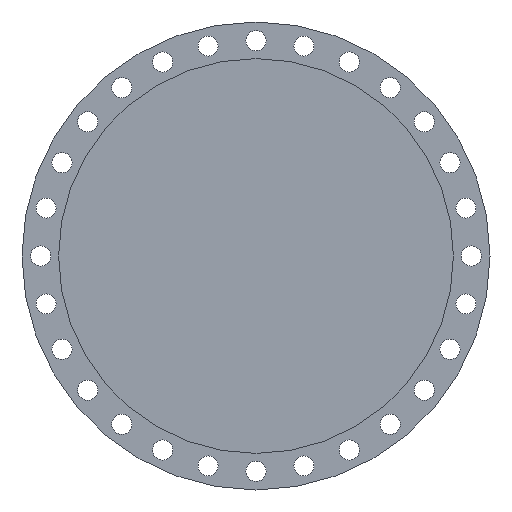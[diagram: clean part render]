
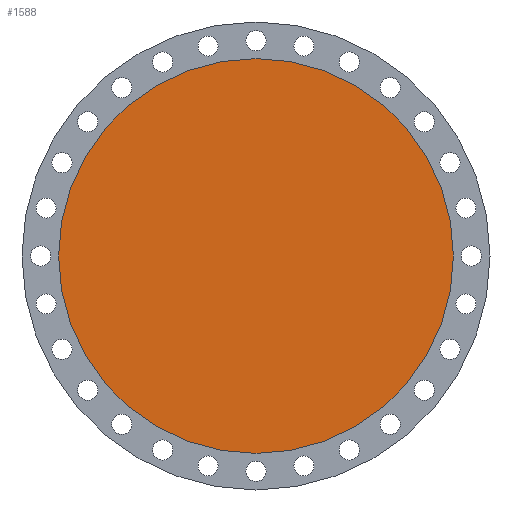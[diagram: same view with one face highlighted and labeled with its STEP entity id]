
A CAD part, left-side view. The second image highlights one B-rep face of the part: STEP entity #1588.
In plain terms, the highlighted planar face has unit normal (-1, 0, 0).
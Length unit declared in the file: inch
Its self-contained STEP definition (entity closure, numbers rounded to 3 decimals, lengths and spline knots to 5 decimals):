
#373 = DIRECTION ( 'NONE',  ( -1., 0., 0. ) ) ;
#403 = DIRECTION ( 'NONE',  ( 0., 0., 1. ) ) ;
#453 = AXIS2_PLACEMENT_3D ( 'NONE', #1827, #937, #899 ) ;
#512 = CARTESIAN_POINT ( 'NONE',  ( 0., 0., 17.1875 ) ) ;
#539 = ORIENTED_EDGE ( 'NONE', *, *, #840, .T. ) ;
#702 = ORIENTED_EDGE ( 'NONE', *, *, #1759, .T. ) ;
#800 = AXIS2_PLACEMENT_3D ( 'NONE', #2004, #1674, #403 ) ;
#812 = EDGE_LOOP ( 'NONE', ( #702, #539 ) ) ;
#840 = EDGE_CURVE ( 'NONE', #1426, #1348, #2319, .T. ) ;
#899 = DIRECTION ( 'NONE',  ( 0., 0., 1. ) ) ;
#937 = DIRECTION ( 'NONE',  ( -1., 0., 0. ) ) ;
#951 = FACE_OUTER_BOUND ( 'NONE', #812, .T. ) ;
#1109 = DIRECTION ( 'NONE',  ( 0., 0., 1. ) ) ;
#1342 = CARTESIAN_POINT ( 'NONE',  ( 0., 0., -17.1875 ) ) ;
#1348 = VERTEX_POINT ( 'NONE', #512 ) ;
#1426 = VERTEX_POINT ( 'NONE', #1342 ) ;
#1588 = ADVANCED_FACE ( 'NONE', ( #951 ), #1801, .T. ) ;
#1674 = DIRECTION ( 'NONE',  ( -1., 0., 0. ) ) ;
#1759 = EDGE_CURVE ( 'NONE', #1348, #1426, #1854, .T. ) ;
#1801 = PLANE ( 'NONE',  #800 ) ;
#1827 = CARTESIAN_POINT ( 'NONE',  ( 0., 0., 0. ) ) ;
#1854 = CIRCLE ( 'NONE', #453, 17.1875 ) ;
#1921 = AXIS2_PLACEMENT_3D ( 'NONE', #1971, #373, #1109 ) ;
#1971 = CARTESIAN_POINT ( 'NONE',  ( 0., 0., 0. ) ) ;
#2004 = CARTESIAN_POINT ( 'NONE',  ( 0., 0., 0. ) ) ;
#2319 = CIRCLE ( 'NONE', #1921, 17.1875 ) ;
